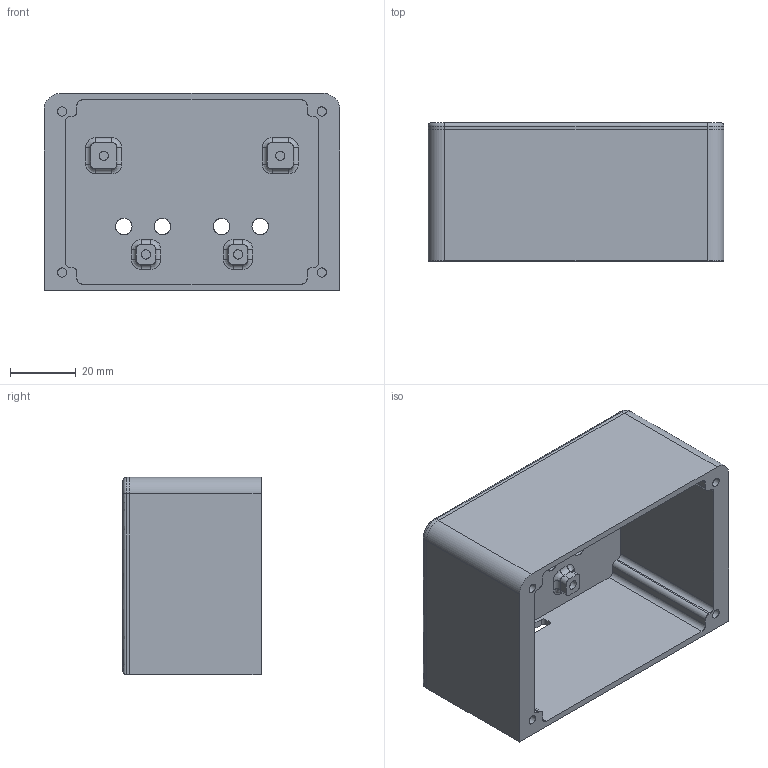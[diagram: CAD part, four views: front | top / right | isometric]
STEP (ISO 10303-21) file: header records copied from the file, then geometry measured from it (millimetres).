
FILE_DESCRIPTION( ('This file contains a STEP AP42 implementation' ,'as created by ZW3D STEP Interface translator.') ,'2;1' );
FILE_NAME( 'body-back_buttons_symb.stp' ,'191122.1117 1', (''), ('ZWCAD Software Co.'), 'Version 1.0', 'ZW3D to STEP translator', '' );
FILE_SCHEMA(('AUTOMOTIVE_DESIGN'));
Length unit declared in the file: millimetre
Products named in the file (2): 0; body-back_buttons
Bounding box: 90 x 42 x 60 mm (x, y, z)
Volume: 56791.2 mm3; surface area: 38163.7 mm2
Topology: 2 solids, 2 shells, 279 faces, 746 edges, 490 vertices
Faces by surface type: bspline 279
Entity records: 13419 total; most frequent: CARTESIAN_POINT 8557, ORIENTED_EDGE 1492, EDGE_CURVE 746, B_SPLINE_CURVE_WITH_KNOTS 716, VERTEX_POINT 490, EDGE_LOOP 318, FACE_OUTER_BOUND 279, ADVANCED_FACE 279
